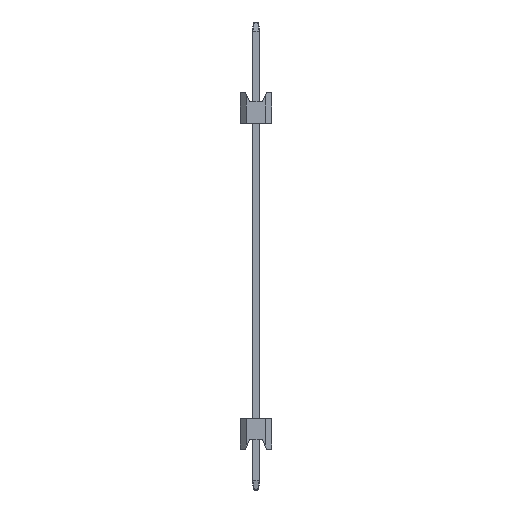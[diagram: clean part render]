
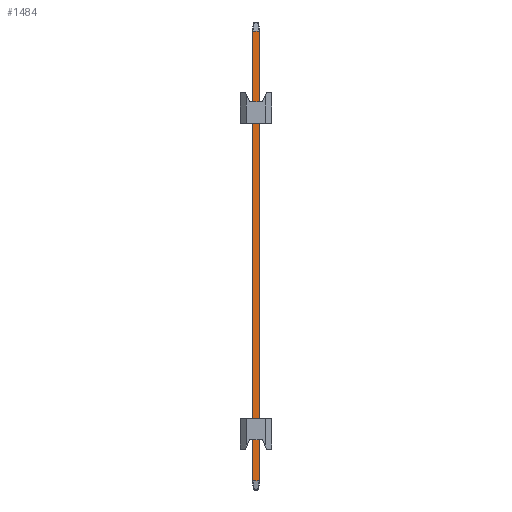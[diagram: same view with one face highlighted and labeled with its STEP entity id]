
A CAD part, left-side view. The second image highlights one B-rep face of the part: STEP entity #1484.
In plain terms, the highlighted planar face has unit normal (-1, 0, 0).
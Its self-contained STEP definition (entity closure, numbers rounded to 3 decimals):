
#414=FACE_OUTER_BOUND('',#478,.T.);
#478=EDGE_LOOP('',(#1223,#1224,#1225,#1226,#1227,#1228,#1229,#1230));
#529=LINE('',#2247,#685);
#538=LINE('',#2265,#694);
#568=LINE('',#2320,#724);
#581=LINE('',#2347,#737);
#584=LINE('',#2353,#740);
#587=LINE('',#2359,#743);
#603=LINE('',#2386,#759);
#604=LINE('',#2388,#760);
#685=VECTOR('',#1767,10.);
#694=VECTOR('',#1780,10.);
#724=VECTOR('',#1830,10.);
#737=VECTOR('',#1851,10.);
#740=VECTOR('',#1856,10.);
#743=VECTOR('',#1861,10.);
#759=VECTOR('',#1895,10.);
#760=VECTOR('',#1898,10.);
#839=VERTEX_POINT('',#2245);
#840=VERTEX_POINT('',#2246);
#847=VERTEX_POINT('',#2263);
#861=VERTEX_POINT('',#2315);
#869=VERTEX_POINT('',#2339);
#872=VERTEX_POINT('',#2345);
#874=VERTEX_POINT('',#2351);
#876=VERTEX_POINT('',#2357);
#937=EDGE_CURVE('',#839,#840,#529,.T.);
#946=EDGE_CURVE('',#847,#839,#538,.T.);
#976=EDGE_CURVE('',#840,#861,#568,.T.);
#989=EDGE_CURVE('',#872,#869,#581,.T.);
#992=EDGE_CURVE('',#874,#872,#584,.T.);
#995=EDGE_CURVE('',#876,#874,#587,.T.);
#1011=EDGE_CURVE('',#869,#847,#603,.T.);
#1012=EDGE_CURVE('',#861,#876,#604,.T.);
#1223=ORIENTED_EDGE('',*,*,#976,.F.);
#1224=ORIENTED_EDGE('',*,*,#937,.F.);
#1225=ORIENTED_EDGE('',*,*,#946,.F.);
#1226=ORIENTED_EDGE('',*,*,#1011,.F.);
#1227=ORIENTED_EDGE('',*,*,#989,.F.);
#1228=ORIENTED_EDGE('',*,*,#992,.F.);
#1229=ORIENTED_EDGE('',*,*,#995,.F.);
#1230=ORIENTED_EDGE('',*,*,#1012,.F.);
#1420=PLANE('',#1611);
#1484=ADVANCED_FACE('',(#414),#1420,.T.);
#1611=AXIS2_PLACEMENT_3D('',#2387,#1896,#1897);
#1767=DIRECTION('',(0.,0.,-1.));
#1780=DIRECTION('',(0.,-0.371,-0.928));
#1830=DIRECTION('',(0.,0.371,-0.928));
#1851=DIRECTION('',(0.,-0.371,0.928));
#1856=DIRECTION('',(0.,0.,1.));
#1861=DIRECTION('',(0.,0.371,0.928));
#1895=DIRECTION('',(0.,-1.,0.));
#1896=DIRECTION('center_axis',(-1.,0.,0.));
#1897=DIRECTION('ref_axis',(0.,-1.,0.));
#1898=DIRECTION('',(0.,1.,0.));
#2245=CARTESIAN_POINT('',(-0.32,-0.27,33.748));
#2246=CARTESIAN_POINT('',(-0.32,-0.27,-2.548));
#2247=CARTESIAN_POINT('',(-0.32,-0.27,0.));
#2263=CARTESIAN_POINT('',(-0.32,-0.269,33.75));
#2265=CARTESIAN_POINT('',(-0.32,-5.973,19.491));
#2315=CARTESIAN_POINT('',(-0.32,-0.269,-2.55));
#2320=CARTESIAN_POINT('',(-0.32,-0.593,-1.739));
#2339=CARTESIAN_POINT('',(-0.32,0.269,33.75));
#2345=CARTESIAN_POINT('',(-0.32,0.27,33.748));
#2347=CARTESIAN_POINT('',(-0.32,6.017,19.381));
#2351=CARTESIAN_POINT('',(-0.32,0.27,-2.548));
#2353=CARTESIAN_POINT('',(-0.32,0.27,0.));
#2357=CARTESIAN_POINT('',(-0.32,0.269,-2.55));
#2359=CARTESIAN_POINT('',(-0.32,0.637,-1.629));
#2386=CARTESIAN_POINT('',(-0.32,0.16,33.75));
#2387=CARTESIAN_POINT('Origin',(-0.32,0.32,0.));
#2388=CARTESIAN_POINT('',(-0.32,0.16,-2.55));
